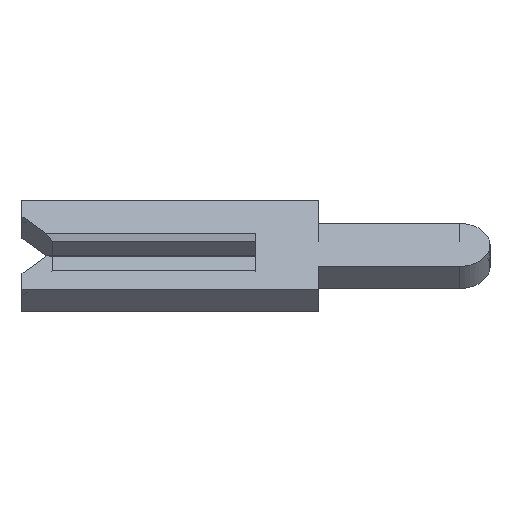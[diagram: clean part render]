
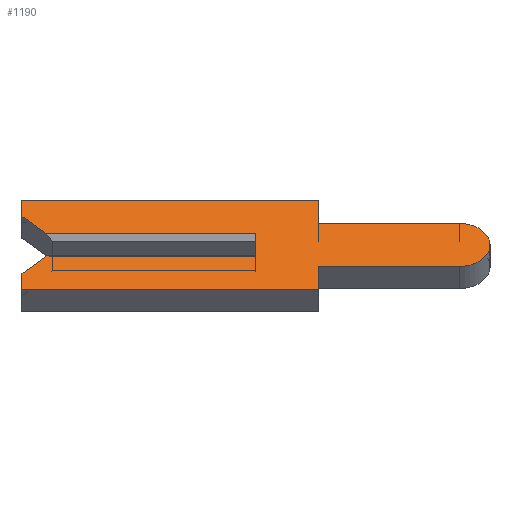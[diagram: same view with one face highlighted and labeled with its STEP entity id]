
A CAD part, left-side view. The second image highlights one B-rep face of the part: STEP entity #1190.
In plain terms, the highlighted face is planar.
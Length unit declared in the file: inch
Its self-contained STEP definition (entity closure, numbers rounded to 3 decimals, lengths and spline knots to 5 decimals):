
#2 = EDGE_CURVE ( 'NONE', #2046, #1417, #1277, .T. ) ;
#34 = EDGE_CURVE ( 'NONE', #1836, #308, #1178, .T. ) ;
#36 = DIRECTION ( 'NONE',  ( 0., 0., -1. ) ) ;
#48 = CIRCLE ( 'NONE', #1560, 0.0195 ) ;
#93 = CARTESIAN_POINT ( 'NONE',  ( -0.01, 0.15, -0.04 ) ) ;
#104 = ORIENTED_EDGE ( 'NONE', *, *, #2536, .F. ) ;
#105 = EDGE_CURVE ( 'NONE', #1856, #1169, #1009, .T. ) ;
#115 = CARTESIAN_POINT ( 'NONE',  ( -0.01, -0.04, -0.0195 ) ) ;
#128 = LINE ( 'NONE', #378, #1784 ) ;
#237 = EDGE_LOOP ( 'NONE', ( #2112, #1988, #351, #1075, #272, #256, #2151, #2368, #2411, #104, #1282, #2504, #1108, #2469 ) ) ;
#253 = DIRECTION ( 'NONE',  ( 0., -1., 0. ) ) ;
#256 = ORIENTED_EDGE ( 'NONE', *, *, #34, .F. ) ;
#259 = VERTEX_POINT ( 'NONE', #1534 ) ;
#272 = ORIENTED_EDGE ( 'NONE', *, *, #1352, .F. ) ;
#278 = CARTESIAN_POINT ( 'NONE',  ( -0.01, -0.04, -0.0195 ) ) ;
#308 = VERTEX_POINT ( 'NONE', #2732 ) ;
#331 = DIRECTION ( 'NONE',  ( 1., 0., 0. ) ) ;
#351 = ORIENTED_EDGE ( 'NONE', *, *, #883, .F. ) ;
#378 = CARTESIAN_POINT ( 'NONE',  ( -0.01, -0.04, -0.04 ) ) ;
#386 = DIRECTION ( 'NONE',  ( 0., 0., -1. ) ) ;
#448 = EDGE_CURVE ( 'NONE', #1182, #1836, #128, .T. ) ;
#474 = VECTOR ( 'NONE', #1894, 39.37008 ) ;
#480 = VERTEX_POINT ( 'NONE', #2078 ) ;
#484 = CARTESIAN_POINT ( 'NONE',  ( -0.01, 0., 0.0065 ) ) ;
#488 = EDGE_CURVE ( 'NONE', #2471, #1856, #1207, .T. ) ;
#578 = VECTOR ( 'NONE', #2744, 39.37008 ) ;
#596 = EDGE_CURVE ( 'NONE', #1891, #2156, #874, .T. ) ;
#691 = CARTESIAN_POINT ( 'NONE',  ( -0.01, 0.15, 0.026 ) ) ;
#700 = EDGE_CURVE ( 'NONE', #480, #259, #48, .T. ) ;
#709 = VECTOR ( 'NONE', #2683, 39.37008 ) ;
#760 = CARTESIAN_POINT ( 'NONE',  ( -0.01, 0.15, -0.026 ) ) ;
#775 = VECTOR ( 'NONE', #983, 39.37008 ) ;
#791 = CARTESIAN_POINT ( 'NONE',  ( -0.01, 0.15, -0.026 ) ) ;
#827 = CARTESIAN_POINT ( 'NONE',  ( -0.01, -0.1305, 0. ) ) ;
#849 = CARTESIAN_POINT ( 'NONE',  ( -0.01, 0., -0.01 ) ) ;
#874 = LINE ( 'NONE', #2307, #2700 ) ;
#883 = EDGE_CURVE ( 'NONE', #2156, #2488, #2389, .T. ) ;
#919 = DIRECTION ( 'NONE',  ( 0., 1., 0. ) ) ;
#928 = CARTESIAN_POINT ( 'NONE',  ( -0.01, -0.04, 0.0195 ) ) ;
#983 = DIRECTION ( 'NONE',  ( 0., 0., 1. ) ) ;
#1009 = LINE ( 'NONE', #1664, #474 ) ;
#1054 = CARTESIAN_POINT ( 'NONE',  ( -0.01, 0.15, 0.026 ) ) ;
#1056 = CARTESIAN_POINT ( 'NONE',  ( -0.01, 0.15, 0.04 ) ) ;
#1075 = ORIENTED_EDGE ( 'NONE', *, *, #596, .F. ) ;
#1076 = AXIS2_PLACEMENT_3D ( 'NONE', #1788, #331, #36 ) ;
#1080 = VERTEX_POINT ( 'NONE', #1054 ) ;
#1108 = ORIENTED_EDGE ( 'NONE', *, *, #1708, .F. ) ;
#1142 = VECTOR ( 'NONE', #1613, 39.37008 ) ;
#1168 = CARTESIAN_POINT ( 'NONE',  ( -0.01, 0.15, 0.01 ) ) ;
#1169 = VERTEX_POINT ( 'NONE', #928 ) ;
#1178 = LINE ( 'NONE', #93, #1142 ) ;
#1182 = VERTEX_POINT ( 'NONE', #278 ) ;
#1190 = ADVANCED_FACE ( 'NONE', ( #1779 ), #1414, .F. ) ;
#1203 = EDGE_CURVE ( 'NONE', #2488, #1417, #2496, .T. ) ;
#1207 = LINE ( 'NONE', #1863, #578 ) ;
#1237 = CARTESIAN_POINT ( 'NONE',  ( -0.01, 0.134, 0.01 ) ) ;
#1277 = LINE ( 'NONE', #1168, #709 ) ;
#1282 = ORIENTED_EDGE ( 'NONE', *, *, #105, .F. ) ;
#1343 = DIRECTION ( 'NONE',  ( 0., 0., 1. ) ) ;
#1352 = EDGE_CURVE ( 'NONE', #308, #1891, #2459, .T. ) ;
#1365 = EDGE_CURVE ( 'NONE', #259, #1182, #1379, .T. ) ;
#1379 = LINE ( 'NONE', #115, #2045 ) ;
#1414 = PLANE ( 'NONE',  #1076 ) ;
#1417 = VERTEX_POINT ( 'NONE', #1827 ) ;
#1480 = CARTESIAN_POINT ( 'NONE',  ( -0.01, -0.04, 0.0195 ) ) ;
#1502 = DIRECTION ( 'NONE',  ( 0., -1., 0. ) ) ;
#1534 = CARTESIAN_POINT ( 'NONE',  ( -0.01, -0.1305, -0.0195 ) ) ;
#1539 = DIRECTION ( 'NONE',  ( 1., 0., 0. ) ) ;
#1560 = AXIS2_PLACEMENT_3D ( 'NONE', #827, #1539, #2126 ) ;
#1585 = LINE ( 'NONE', #1480, #2626 ) ;
#1613 = DIRECTION ( 'NONE',  ( 0., 1., 0. ) ) ;
#1637 = DIRECTION ( 'NONE',  ( 0., 0., 1. ) ) ;
#1664 = CARTESIAN_POINT ( 'NONE',  ( -0.01, -0.04, 0.04 ) ) ;
#1696 = LINE ( 'NONE', #691, #2258 ) ;
#1698 = DIRECTION ( 'NONE',  ( 0., 0.707, 0.707 ) ) ;
#1708 = EDGE_CURVE ( 'NONE', #1080, #2471, #1696, .T. ) ;
#1779 = FACE_OUTER_BOUND ( 'NONE', #237, .T. ) ;
#1784 = VECTOR ( 'NONE', #386, 39.37008 ) ;
#1788 = CARTESIAN_POINT ( 'NONE',  ( -0.01, -0.1305, 0. ) ) ;
#1827 = CARTESIAN_POINT ( 'NONE',  ( -0.01, 0., 0.01 ) ) ;
#1836 = VERTEX_POINT ( 'NONE', #2428 ) ;
#1856 = VERTEX_POINT ( 'NONE', #2094 ) ;
#1863 = CARTESIAN_POINT ( 'NONE',  ( -0.01, 0.15, 0.04 ) ) ;
#1875 = VECTOR ( 'NONE', #1698, 39.37008 ) ;
#1883 = VECTOR ( 'NONE', #1637, 39.37008 ) ;
#1891 = VERTEX_POINT ( 'NONE', #791 ) ;
#1894 = DIRECTION ( 'NONE',  ( 0., 0., -1. ) ) ;
#1903 = CARTESIAN_POINT ( 'NONE',  ( -0.01, 0.1305, 0.0065 ) ) ;
#1988 = ORIENTED_EDGE ( 'NONE', *, *, #1203, .F. ) ;
#2045 = VECTOR ( 'NONE', #919, 39.37008 ) ;
#2046 = VERTEX_POINT ( 'NONE', #1237 ) ;
#2078 = CARTESIAN_POINT ( 'NONE',  ( -0.01, -0.1305, 0.0195 ) ) ;
#2091 = DIRECTION ( 'NONE',  ( 0., -0.707, 0.707 ) ) ;
#2094 = CARTESIAN_POINT ( 'NONE',  ( -0.01, -0.04, 0.04 ) ) ;
#2112 = ORIENTED_EDGE ( 'NONE', *, *, #2, .T. ) ;
#2114 = LINE ( 'NONE', #1903, #1875 ) ;
#2126 = DIRECTION ( 'NONE',  ( 0., 0., -1. ) ) ;
#2151 = ORIENTED_EDGE ( 'NONE', *, *, #448, .F. ) ;
#2156 = VERTEX_POINT ( 'NONE', #2294 ) ;
#2184 = VECTOR ( 'NONE', #253, 39.37008 ) ;
#2258 = VECTOR ( 'NONE', #1343, 39.37008 ) ;
#2294 = CARTESIAN_POINT ( 'NONE',  ( -0.01, 0.134, -0.01 ) ) ;
#2307 = CARTESIAN_POINT ( 'NONE',  ( -0.01, 0.1305, -0.0065 ) ) ;
#2368 = ORIENTED_EDGE ( 'NONE', *, *, #1365, .F. ) ;
#2389 = LINE ( 'NONE', #2611, #2184 ) ;
#2411 = ORIENTED_EDGE ( 'NONE', *, *, #700, .F. ) ;
#2428 = CARTESIAN_POINT ( 'NONE',  ( -0.01, -0.04, -0.04 ) ) ;
#2459 = LINE ( 'NONE', #760, #1883 ) ;
#2469 = ORIENTED_EDGE ( 'NONE', *, *, #2474, .F. ) ;
#2471 = VERTEX_POINT ( 'NONE', #1056 ) ;
#2474 = EDGE_CURVE ( 'NONE', #2046, #1080, #2114, .T. ) ;
#2488 = VERTEX_POINT ( 'NONE', #849 ) ;
#2496 = LINE ( 'NONE', #484, #775 ) ;
#2504 = ORIENTED_EDGE ( 'NONE', *, *, #488, .F. ) ;
#2536 = EDGE_CURVE ( 'NONE', #1169, #480, #1585, .T. ) ;
#2611 = CARTESIAN_POINT ( 'NONE',  ( -0.01, -0.1305, -0.01 ) ) ;
#2626 = VECTOR ( 'NONE', #1502, 39.37008 ) ;
#2683 = DIRECTION ( 'NONE',  ( 0., -1., 0. ) ) ;
#2700 = VECTOR ( 'NONE', #2091, 39.37008 ) ;
#2732 = CARTESIAN_POINT ( 'NONE',  ( -0.01, 0.15, -0.04 ) ) ;
#2744 = DIRECTION ( 'NONE',  ( 0., -1., 0. ) ) ;
